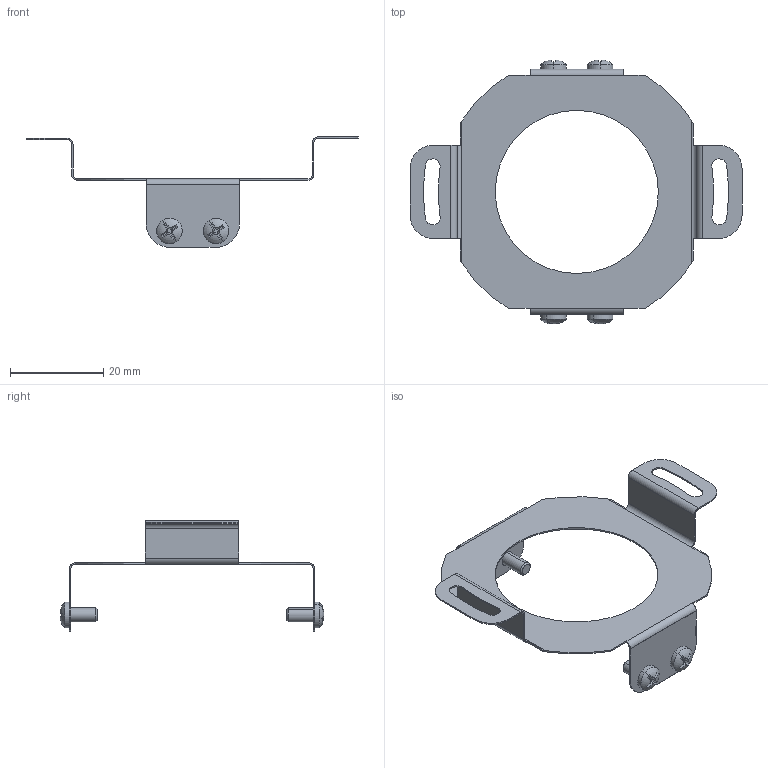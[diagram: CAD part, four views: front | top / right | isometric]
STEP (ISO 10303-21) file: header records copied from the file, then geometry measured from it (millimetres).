
FILE_DESCRIPTION (( 'STEP AP203' ), '1' );
FILE_NAME ('M078_M9445-017.STEP', '2018-07-23T09:37:44', ( '' ), ( '' ), 'SwSTEP 2.0', 'SolidWorks 2016', '' );
FILE_SCHEMA (( 'CONFIG_CONTROL_DESIGN' ));
Length unit declared in the file: millimetre
Products named in the file (1): M078_M9445-017
Bounding box: 71.24 x 56.59 x 23.73 mm (x, y, z)
Surface area: 6272.6 mm2 (no closed solid volume)
Topology: 0 solids, 8 shells, 195 faces, 538 edges, 352 vertices
Faces by surface type: plane 95, cylinder 64, cone 24, torus 8, bspline 4
Entity records: 6528 total; most frequent: CARTESIAN_POINT 1530, DIRECTION 1010, ORIENTED_EDGE 1000, EDGE_CURVE 538, AXIS2_PLACEMENT_3D 360, VERTEX_POINT 352, VECTOR 290, LINE 290
